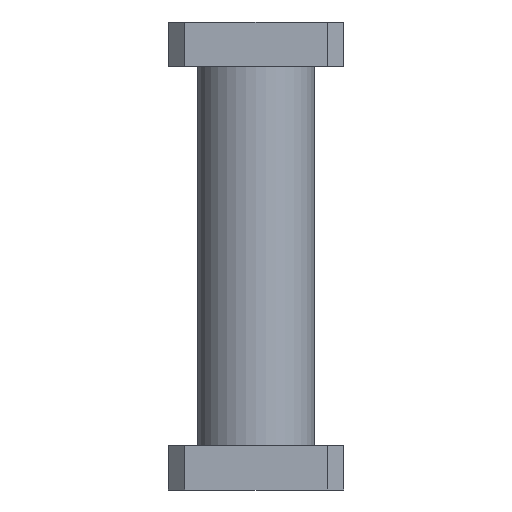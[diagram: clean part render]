
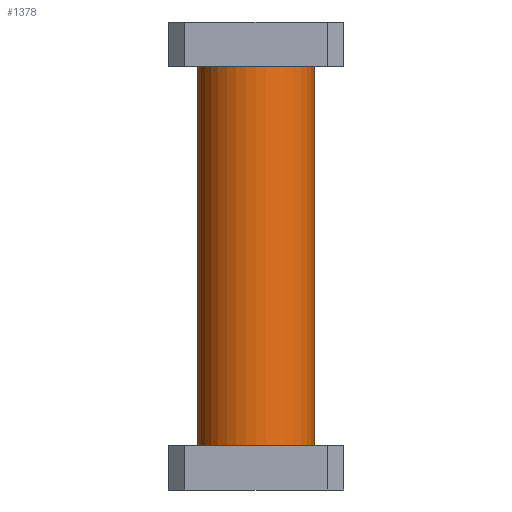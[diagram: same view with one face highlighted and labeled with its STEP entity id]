
A CAD part, front view. The second image highlights one B-rep face of the part: STEP entity #1378.
In plain terms, the highlighted cylindrical face has radius 6.35 mm (diameter 12.7 mm), a partial arc.
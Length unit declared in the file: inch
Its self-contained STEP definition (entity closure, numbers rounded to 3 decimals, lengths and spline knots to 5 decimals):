
#2 = DIRECTION ( 'NONE',  ( 0., 0., 1. ) ) ;
#5 = DIRECTION ( 'NONE',  ( 1., 0., 0. ) ) ;
#10 = CARTESIAN_POINT ( 'NONE',  ( -0.375, 0.375, 0.19 ) ) ;
#16 = EDGE_CURVE ( 'NONE', #762, #957, #79, .T. ) ;
#30 = AXIS2_PLACEMENT_3D ( 'NONE', #54, #801, #1203 ) ;
#54 = CARTESIAN_POINT ( 'NONE',  ( -0.375, 0.375, 1.81 ) ) ;
#73 = DIRECTION ( 'NONE',  ( 1., 0., 0. ) ) ;
#79 = CIRCLE ( 'NONE', #465, 0.25 ) ;
#86 = VECTOR ( 'NONE', #649, 39.37008 ) ;
#120 = ORIENTED_EDGE ( 'NONE', *, *, #970, .T. ) ;
#122 = CARTESIAN_POINT ( 'NONE',  ( -0.625, 0.375, 1.81 ) ) ;
#256 = ORIENTED_EDGE ( 'NONE', *, *, #16, .T. ) ;
#321 = VECTOR ( 'NONE', #929, 39.37008 ) ;
#323 = LINE ( 'NONE', #768, #86 ) ;
#358 = VERTEX_POINT ( 'NONE', #122 ) ;
#452 = CARTESIAN_POINT ( 'NONE',  ( -0.125, 0.375, 1.81 ) ) ;
#453 = CARTESIAN_POINT ( 'NONE',  ( -0.375, 0.375, 0.19 ) ) ;
#465 = AXIS2_PLACEMENT_3D ( 'NONE', #453, #1016, #5 ) ;
#473 = VERTEX_POINT ( 'NONE', #452 ) ;
#491 = CYLINDRICAL_SURFACE ( 'NONE', #1059, 0.25 ) ;
#509 = ORIENTED_EDGE ( 'NONE', *, *, #853, .F. ) ;
#552 = EDGE_LOOP ( 'NONE', ( #509, #256, #120, #614 ) ) ;
#593 = FACE_OUTER_BOUND ( 'NONE', #552, .T. ) ;
#614 = ORIENTED_EDGE ( 'NONE', *, *, #1153, .F. ) ;
#649 = DIRECTION ( 'NONE',  ( 0., 0., 1. ) ) ;
#660 = CIRCLE ( 'NONE', #30, 0.25 ) ;
#690 = CARTESIAN_POINT ( 'NONE',  ( -0.125, 0.375, 0.19 ) ) ;
#762 = VERTEX_POINT ( 'NONE', #1103 ) ;
#768 = CARTESIAN_POINT ( 'NONE',  ( -0.625, 0.375, 0.19 ) ) ;
#801 = DIRECTION ( 'NONE',  ( 0., 0., 1. ) ) ;
#853 = EDGE_CURVE ( 'NONE', #762, #358, #323, .T. ) ;
#917 = CARTESIAN_POINT ( 'NONE',  ( -0.125, 0.375, 0.19 ) ) ;
#929 = DIRECTION ( 'NONE',  ( 0., 0., 1. ) ) ;
#957 = VERTEX_POINT ( 'NONE', #917 ) ;
#970 = EDGE_CURVE ( 'NONE', #957, #473, #1088, .T. ) ;
#1016 = DIRECTION ( 'NONE',  ( 0., 0., 1. ) ) ;
#1059 = AXIS2_PLACEMENT_3D ( 'NONE', #10, #2, #73 ) ;
#1088 = LINE ( 'NONE', #690, #321 ) ;
#1103 = CARTESIAN_POINT ( 'NONE',  ( -0.625, 0.375, 0.19 ) ) ;
#1153 = EDGE_CURVE ( 'NONE', #358, #473, #660, .T. ) ;
#1203 = DIRECTION ( 'NONE',  ( 1., 0., 0. ) ) ;
#1378 = ADVANCED_FACE ( 'NONE', ( #593 ), #491, .T. ) ;
